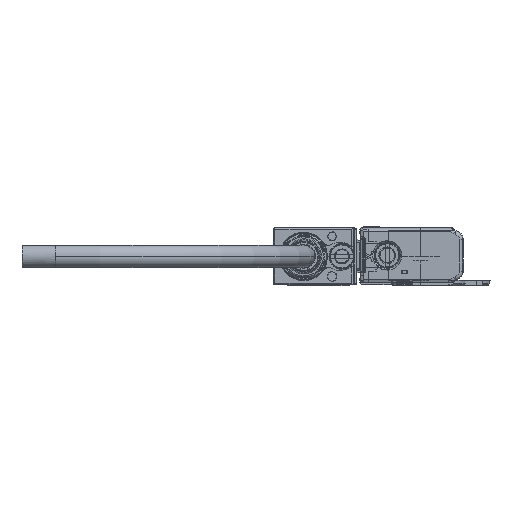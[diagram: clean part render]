
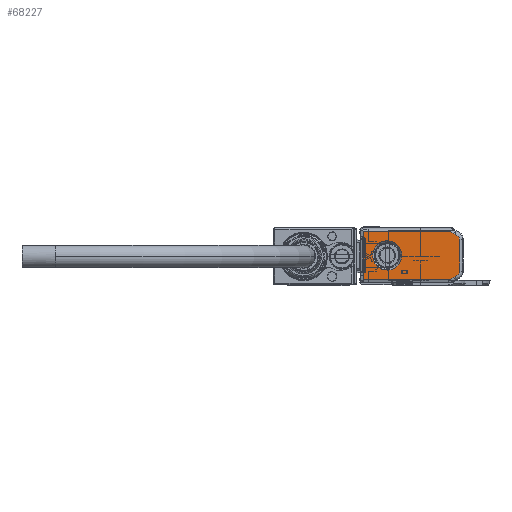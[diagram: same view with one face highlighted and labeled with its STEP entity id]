
A CAD part, left-side view. The second image highlights one B-rep face of the part: STEP entity #68227.
In plain terms, the highlighted planar face has unit normal (-1, 0, 0).
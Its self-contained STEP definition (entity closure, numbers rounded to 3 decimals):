
#68135=AXIS2_PLACEMENT_3D('Plane Axis2P3D',#68132,#68133,#68134) ;
#68159=AXIS2_PLACEMENT_3D('Circle Axis2P3D',#68157,#68158,$) ;
#68173=AXIS2_PLACEMENT_3D('Circle Axis2P3D',#68171,#68172,$) ;
#68203=AXIS2_PLACEMENT_3D('Circle Axis2P3D',#68201,#68202,$) ;
#68212=AXIS2_PLACEMENT_3D('Circle Axis2P3D',#68210,#68211,$) ;
#68219=AXIS2_PLACEMENT_3D('Circle Axis2P3D',#68217,#68218,$) ;
#65319=CARTESIAN_POINT('Vertex',(-1776.,30.2,0.2)) ;
#65328=CARTESIAN_POINT('Vertex',(-1776.,3.814,0.2)) ;
#65331=CARTESIAN_POINT('Line Origine',(-1776.,15.7,0.2)) ;
#65510=CARTESIAN_POINT('Vertex',(-1776.,30.2,14.8)) ;
#65513=CARTESIAN_POINT('Line Origine',(-1776.,30.2,7.5)) ;
#65608=CARTESIAN_POINT('Vertex',(-1776.,3.814,14.8)) ;
#65611=CARTESIAN_POINT('Line Origine',(-1776.,15.7,14.8)) ;
#65672=CARTESIAN_POINT('Line Origine',(-1776.,1.067,12.053)) ;
#65676=CARTESIAN_POINT('Vertex',(-1776.,3.119,14.104)) ;
#68132=CARTESIAN_POINT('Axis2P3D Location',(-1776.,0.2,7.5)) ;
#68137=CARTESIAN_POINT('Line Origine',(-1776.,3.466,0.548)) ;
#68141=CARTESIAN_POINT('Vertex',(-1776.,3.119,0.896)) ;
#68145=CARTESIAN_POINT('Control Point',(-1776.,3.119,0.896)) ;
#68146=CARTESIAN_POINT('Control Point',(-1776.,3.044,0.97)) ;
#68147=CARTESIAN_POINT('Control Point',(-1776.,2.961,1.035)) ;
#68148=CARTESIAN_POINT('Control Point',(-1776.,2.87,1.089)) ;
#68149=CARTESIAN_POINT('Control Point',(-1776.,2.748,1.142)) ;
#68150=CARTESIAN_POINT('Control Point',(-1776.,2.621,1.175)) ;
#68151=CARTESIAN_POINT('Control Point',(-1776.,2.596,1.18)) ;
#68152=CARTESIAN_POINT('Control Point',(-1776.,2.57,1.185)) ;
#68153=CARTESIAN_POINT('Control Point',(-1776.,2.544,1.19)) ;
#68154=CARTESIAN_POINT('Vertex',(-1776.,2.544,1.19)) ;
#68157=CARTESIAN_POINT('Axis2P3D Location',(-1776.,2.8,2.769)) ;
#68161=CARTESIAN_POINT('Vertex',(-1776.,1.2,2.769)) ;
#68164=CARTESIAN_POINT('Line Origine',(-1776.,1.2,7.5)) ;
#68168=CARTESIAN_POINT('Vertex',(-1776.,1.2,12.231)) ;
#68171=CARTESIAN_POINT('Axis2P3D Location',(-1776.,2.8,12.231)) ;
#68175=CARTESIAN_POINT('Vertex',(-1776.,2.544,13.81)) ;
#68179=CARTESIAN_POINT('Control Point',(-1776.,2.544,13.81)) ;
#68180=CARTESIAN_POINT('Control Point',(-1776.,2.648,13.827)) ;
#68181=CARTESIAN_POINT('Control Point',(-1776.,2.749,13.857)) ;
#68182=CARTESIAN_POINT('Control Point',(-1776.,2.846,13.899)) ;
#68183=CARTESIAN_POINT('Control Point',(-1776.,2.96,13.967)) ;
#68184=CARTESIAN_POINT('Control Point',(-1776.,3.061,14.05)) ;
#68185=CARTESIAN_POINT('Control Point',(-1776.,3.081,14.068)) ;
#68186=CARTESIAN_POINT('Control Point',(-1776.,3.1,14.086)) ;
#68187=CARTESIAN_POINT('Control Point',(-1776.,3.119,14.104)) ;
#68201=CARTESIAN_POINT('Axis2P3D Location',(-1776.,23.,7.5)) ;
#68205=CARTESIAN_POINT('Vertex',(-1776.,23.,11.9)) ;
#68207=CARTESIAN_POINT('Vertex',(-1776.,23.,3.1)) ;
#68210=CARTESIAN_POINT('Axis2P3D Location',(-1776.,23.,7.5)) ;
#68214=CARTESIAN_POINT('Vertex',(-1776.,24.895,11.471)) ;
#68217=CARTESIAN_POINT('Axis2P3D Location',(-1776.,23.,7.5)) ;
#65332=DIRECTION('Vector Direction',(0.,-1.,0.)) ;
#65514=DIRECTION('Vector Direction',(0.,0.,-1.)) ;
#65612=DIRECTION('Vector Direction',(0.,1.,0.)) ;
#65673=DIRECTION('Vector Direction',(0.,0.707,0.707)) ;
#68133=DIRECTION('Axis2P3D Direction',(1.,0.,0.)) ;
#68134=DIRECTION('Axis2P3D XDirection',(0.,0.,1.)) ;
#68138=DIRECTION('Vector Direction',(0.,-0.707,0.707)) ;
#68158=DIRECTION('Axis2P3D Direction',(1.,0.,0.)) ;
#68165=DIRECTION('Vector Direction',(0.,0.,1.)) ;
#68172=DIRECTION('Axis2P3D Direction',(1.,0.,0.)) ;
#68202=DIRECTION('Axis2P3D Direction',(1.,0.,0.)) ;
#68211=DIRECTION('Axis2P3D Direction',(1.,0.,0.)) ;
#68218=DIRECTION('Axis2P3D Direction',(1.,0.,0.)) ;
#65333=VECTOR('Line Direction',#65332,1.) ;
#65515=VECTOR('Line Direction',#65514,1.) ;
#65613=VECTOR('Line Direction',#65612,1.) ;
#65674=VECTOR('Line Direction',#65673,1.) ;
#68139=VECTOR('Line Direction',#68138,1.) ;
#68166=VECTOR('Line Direction',#68165,1.) ;
#68190=ORIENTED_EDGE('',*,*,#65615,.F.) ;
#68191=ORIENTED_EDGE('',*,*,#65517,.F.) ;
#68192=ORIENTED_EDGE('',*,*,#65335,.F.) ;
#68193=ORIENTED_EDGE('',*,*,#68143,.F.) ;
#68194=ORIENTED_EDGE('',*,*,#68156,.F.) ;
#68195=ORIENTED_EDGE('',*,*,#68163,.F.) ;
#68196=ORIENTED_EDGE('',*,*,#68170,.F.) ;
#68197=ORIENTED_EDGE('',*,*,#68177,.F.) ;
#68198=ORIENTED_EDGE('',*,*,#68188,.F.) ;
#68199=ORIENTED_EDGE('',*,*,#65678,.F.) ;
#68223=ORIENTED_EDGE('',*,*,#68209,.T.) ;
#68224=ORIENTED_EDGE('',*,*,#68216,.T.) ;
#68225=ORIENTED_EDGE('',*,*,#68221,.T.) ;
#68226=FACE_BOUND('',#68222,.T.) ;
#68227=ADVANCED_FACE('Brep With Voids',(#68200,#68226),#68136,.F.) ;
#68144=B_SPLINE_CURVE_WITH_KNOTS('',5,(#68145,#68146,#68147,#68148,#68149,#68150,#68151,#68152,#68153),.UNSPECIFIED.,.F.,.U.,(6,3,6),(0.,0.743,0.929),.UNSPECIFIED.) ;
#68178=B_SPLINE_CURVE_WITH_KNOTS('',5,(#68179,#68180,#68181,#68182,#68183,#68184,#68185,#68186,#68187),.UNSPECIFIED.,.F.,.U.,(6,3,6),(0.,0.743,0.929),.UNSPECIFIED.) ;
#68160=CIRCLE('generated circle',#68159,1.6) ;
#68174=CIRCLE('generated circle',#68173,1.6) ;
#68204=CIRCLE('generated circle',#68203,4.4) ;
#68213=CIRCLE('generated circle',#68212,4.4) ;
#68220=CIRCLE('generated circle',#68219,4.4) ;
#65335=EDGE_CURVE('',#65329,#65320,#65334,.F.) ;
#65517=EDGE_CURVE('',#65320,#65511,#65516,.F.) ;
#65615=EDGE_CURVE('',#65511,#65609,#65614,.F.) ;
#65678=EDGE_CURVE('',#65609,#65677,#65675,.F.) ;
#68143=EDGE_CURVE('',#68142,#65329,#68140,.F.) ;
#68156=EDGE_CURVE('',#68155,#68142,#68144,.F.) ;
#68163=EDGE_CURVE('',#68162,#68155,#68160,.T.) ;
#68170=EDGE_CURVE('',#68169,#68162,#68167,.F.) ;
#68177=EDGE_CURVE('',#68176,#68169,#68174,.T.) ;
#68188=EDGE_CURVE('',#65677,#68176,#68178,.F.) ;
#68209=EDGE_CURVE('',#68206,#68208,#68204,.T.) ;
#68216=EDGE_CURVE('',#68208,#68215,#68213,.T.) ;
#68221=EDGE_CURVE('',#68215,#68206,#68220,.T.) ;
#68189=EDGE_LOOP('',(#68190,#68191,#68192,#68193,#68194,#68195,#68196,#68197,#68198,#68199)) ;
#68222=EDGE_LOOP('',(#68223,#68224,#68225)) ;
#68200=FACE_OUTER_BOUND('',#68189,.T.) ;
#65334=LINE('Line',#65331,#65333) ;
#65516=LINE('Line',#65513,#65515) ;
#65614=LINE('Line',#65611,#65613) ;
#65675=LINE('Line',#65672,#65674) ;
#68140=LINE('Line',#68137,#68139) ;
#68167=LINE('Line',#68164,#68166) ;
#68136=PLANE('Plane',#68135) ;
#65320=VERTEX_POINT('',#65319) ;
#65329=VERTEX_POINT('',#65328) ;
#65511=VERTEX_POINT('',#65510) ;
#65609=VERTEX_POINT('',#65608) ;
#65677=VERTEX_POINT('',#65676) ;
#68142=VERTEX_POINT('',#68141) ;
#68155=VERTEX_POINT('',#68154) ;
#68162=VERTEX_POINT('',#68161) ;
#68169=VERTEX_POINT('',#68168) ;
#68176=VERTEX_POINT('',#68175) ;
#68206=VERTEX_POINT('',#68205) ;
#68208=VERTEX_POINT('',#68207) ;
#68215=VERTEX_POINT('',#68214) ;
